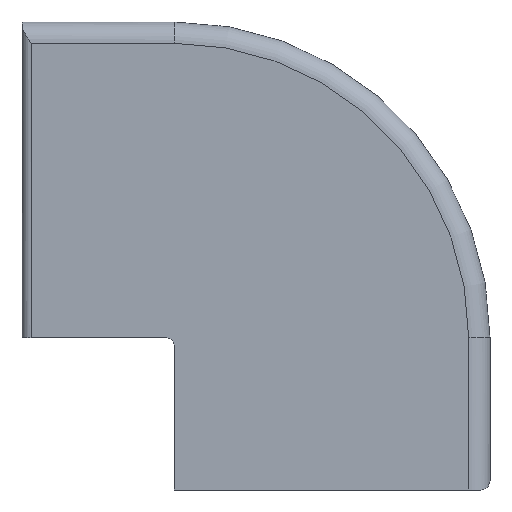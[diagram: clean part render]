
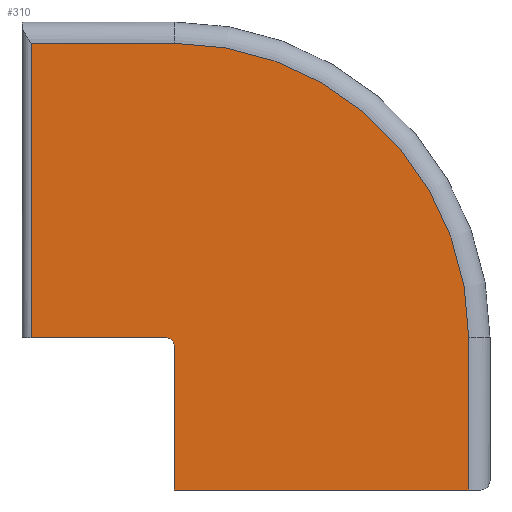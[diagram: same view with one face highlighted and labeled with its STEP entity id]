
A CAD part, front view. The second image highlights one B-rep face of the part: STEP entity #310.
In plain terms, the highlighted planar face has unit normal (0, -1, 0).
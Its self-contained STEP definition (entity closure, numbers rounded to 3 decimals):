
#258=AXIS2_PLACEMENT_3D('Plane Axis2P3D',#255,#256,#257) ;
#269=AXIS2_PLACEMENT_3D('Circle Axis2P3D',#267,#268,$) ;
#297=AXIS2_PLACEMENT_3D('Circle Axis2P3D',#295,#296,$) ;
#76=CARTESIAN_POINT('Line Origine',(38.4,-52.5,48.3)) ;
#80=CARTESIAN_POINT('Vertex',(1.5,-52.5,48.3)) ;
#82=CARTESIAN_POINT('Vertex',(25.,-52.5,48.3)) ;
#240=CARTESIAN_POINT('Vertex',(1.5,-52.5,0.)) ;
#243=CARTESIAN_POINT('Line Origine',(1.5,-52.5,11.65)) ;
#255=CARTESIAN_POINT('Axis2P3D Location',(0.,-52.5,0.)) ;
#260=CARTESIAN_POINT('Line Origine',(12.5,-52.5,0.)) ;
#264=CARTESIAN_POINT('Vertex',(23.5,-52.5,0.)) ;
#267=CARTESIAN_POINT('Axis2P3D Location',(23.5,-52.5,-1.5)) ;
#271=CARTESIAN_POINT('Vertex',(25.,-52.5,-1.5)) ;
#274=CARTESIAN_POINT('Line Origine',(25.,-52.5,-13.25)) ;
#278=CARTESIAN_POINT('Vertex',(25.,-52.5,-25.)) ;
#281=CARTESIAN_POINT('Line Origine',(49.15,-52.5,-25.)) ;
#285=CARTESIAN_POINT('Vertex',(73.3,-52.5,-25.)) ;
#288=CARTESIAN_POINT('Line Origine',(73.3,-52.5,-12.5)) ;
#292=CARTESIAN_POINT('Vertex',(73.3,-52.5,0.)) ;
#295=CARTESIAN_POINT('Axis2P3D Location',(25.,-52.5,0.)) ;
#77=DIRECTION('Vector Direction',(1.,0.,0.)) ;
#244=DIRECTION('Vector Direction',(0.,0.,1.)) ;
#256=DIRECTION('Axis2P3D Direction',(0.,1.,-0.)) ;
#257=DIRECTION('Axis2P3D XDirection',(-1.,0.,0.)) ;
#261=DIRECTION('Vector Direction',(-1.,0.,0.)) ;
#268=DIRECTION('Axis2P3D Direction',(0.,1.,-0.)) ;
#275=DIRECTION('Vector Direction',(0.,0.,1.)) ;
#282=DIRECTION('Vector Direction',(-1.,0.,0.)) ;
#289=DIRECTION('Vector Direction',(0.,0.,-1.)) ;
#296=DIRECTION('Axis2P3D Direction',(0.,1.,-0.)) ;
#78=VECTOR('Line Direction',#77,1.) ;
#245=VECTOR('Line Direction',#244,1.) ;
#262=VECTOR('Line Direction',#261,1.) ;
#276=VECTOR('Line Direction',#275,1.) ;
#283=VECTOR('Line Direction',#282,1.) ;
#290=VECTOR('Line Direction',#289,1.) ;
#301=ORIENTED_EDGE('',*,*,#247,.F.) ;
#302=ORIENTED_EDGE('',*,*,#266,.F.) ;
#303=ORIENTED_EDGE('',*,*,#273,.T.) ;
#304=ORIENTED_EDGE('',*,*,#280,.F.) ;
#305=ORIENTED_EDGE('',*,*,#287,.F.) ;
#306=ORIENTED_EDGE('',*,*,#294,.F.) ;
#307=ORIENTED_EDGE('',*,*,#299,.F.) ;
#308=ORIENTED_EDGE('',*,*,#84,.F.) ;
#310=ADVANCED_FACE('Modele simplifi\X2\00E9\X0\',(#309),#259,.F.) ;
#270=CIRCLE('generated circle',#269,1.5) ;
#298=CIRCLE('generated circle',#297,48.3) ;
#84=EDGE_CURVE('',#81,#83,#79,.T.) ;
#247=EDGE_CURVE('',#241,#81,#246,.T.) ;
#266=EDGE_CURVE('',#265,#241,#263,.T.) ;
#273=EDGE_CURVE('',#265,#272,#270,.T.) ;
#280=EDGE_CURVE('',#279,#272,#277,.T.) ;
#287=EDGE_CURVE('',#286,#279,#284,.T.) ;
#294=EDGE_CURVE('',#293,#286,#291,.T.) ;
#299=EDGE_CURVE('',#83,#293,#298,.T.) ;
#300=EDGE_LOOP('',(#301,#302,#303,#304,#305,#306,#307,#308)) ;
#309=FACE_OUTER_BOUND('',#300,.T.) ;
#79=LINE('Line',#76,#78) ;
#246=LINE('Line',#243,#245) ;
#263=LINE('Line',#260,#262) ;
#277=LINE('Line',#274,#276) ;
#284=LINE('Line',#281,#283) ;
#291=LINE('Line',#288,#290) ;
#259=PLANE('',#258) ;
#81=VERTEX_POINT('',#80) ;
#83=VERTEX_POINT('',#82) ;
#241=VERTEX_POINT('',#240) ;
#265=VERTEX_POINT('',#264) ;
#272=VERTEX_POINT('',#271) ;
#279=VERTEX_POINT('',#278) ;
#286=VERTEX_POINT('',#285) ;
#293=VERTEX_POINT('',#292) ;
